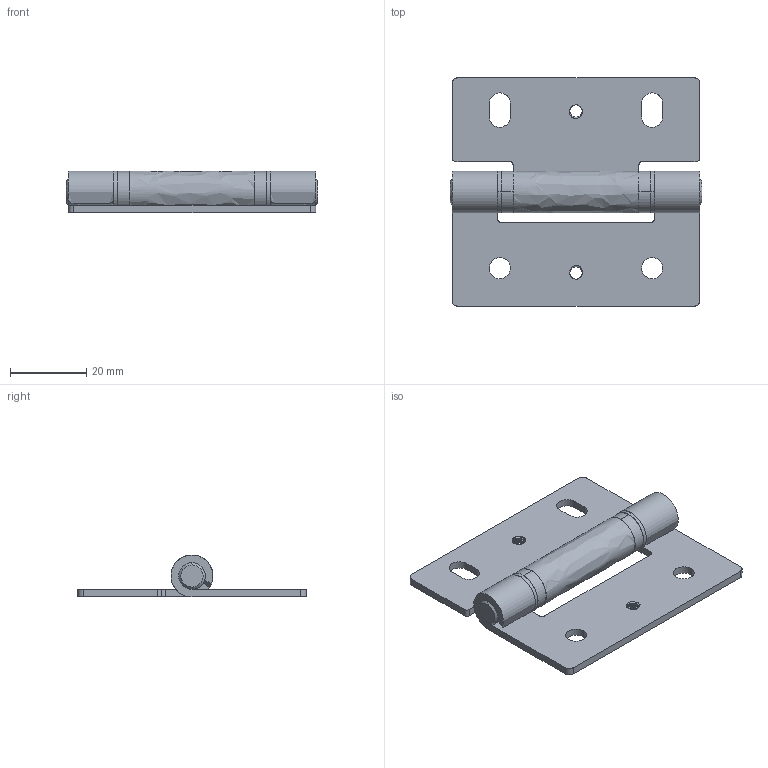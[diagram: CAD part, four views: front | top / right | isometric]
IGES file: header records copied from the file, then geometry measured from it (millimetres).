
Start section: ------------------------------------------------------------------------
Global section: file name: PC50.10060.TH_175_7946.igs; native system: spGate; preprocessor: ver15.6.1; author: Unknown; organization: Unknown; date: 191226.160214; units: millimetre
Bounding box: 66 x 60 x 11 mm (x, y, z)
Volume: 11624.4 mm3; surface area: 11346.7 mm2
Topology: 4 solids, 4 shells, 132 faces, 362 edges, 236 vertices
Faces by surface type: bspline 132
